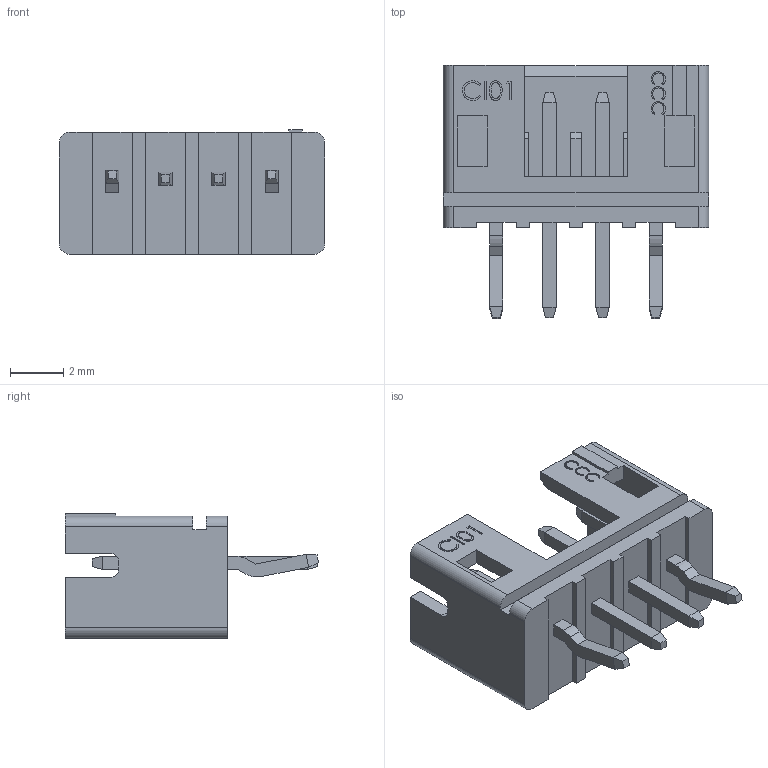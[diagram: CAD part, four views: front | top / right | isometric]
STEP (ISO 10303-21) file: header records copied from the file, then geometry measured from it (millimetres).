
FILE_DESCRIPTION (( 'STEP AP203' ), '1' );
FILE_NAME ('CI0104P1VK0.STEP', '2017-11-23T03:37:50', ( 'USER' ), ( '' ), 'SwSTEP 2.0', 'SolidWorks 2017', '' );
FILE_SCHEMA (( 'CONFIG_CONTROL_DESIGN' ));
Length unit declared in the file: millimetre
Products named in the file (4): CI01-V-base-4P; CI01 DIP V PIN 單排; CI01 DIP V PIN 單排K; CI0104P1VK0
Assembly tree (5 placements, depth 2):
  CI0104P1VK0
    CI01-V-base-4P
    CI01 DIP V PIN 單排  x2
    CI01 DIP V PIN 單排K  x2
Bounding box: 10 x 9.53 x 4.7 mm (x, y, z)
Volume: 123.2 mm3; surface area: 444.3 mm2
Topology: 5 solids, 5 shells, 236 faces, 631 edges, 410 vertices
Faces by surface type: plane 177, bspline 45, cylinder 14
Entity records: 9705 total; most frequent: CARTESIAN_POINT 4354, ORIENTED_EDGE 1114, DIRECTION 821, EDGE_CURVE 557, LINE 443, VECTOR 443, VERTEX_POINT 366, EDGE_LOOP 219
